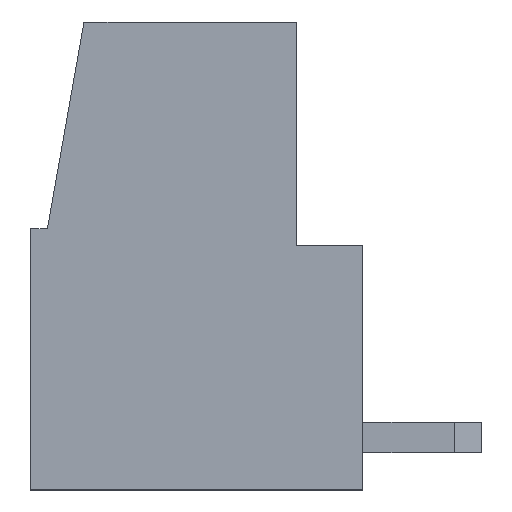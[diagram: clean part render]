
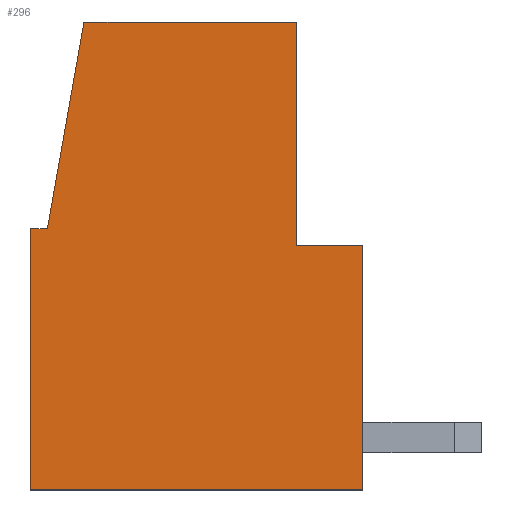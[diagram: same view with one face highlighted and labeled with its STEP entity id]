
A CAD part, left-side view. The second image highlights one B-rep face of the part: STEP entity #296.
In plain terms, the highlighted planar face has unit normal (-1, 0, 0).
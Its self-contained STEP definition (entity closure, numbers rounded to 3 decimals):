
#296 = ADVANCED_FACE( 'F0', ( #726 ), #727, .T. );
#726 = FACE_OUTER_BOUND( '', #1328, .T. );
#727 = PLANE( '', #1329 );
#1328 = EDGE_LOOP( '', ( #1999, #2000, #2001, #2002, #2003, #2004, #2005, #2006 ) );
#1329 = AXIS2_PLACEMENT_3D( '', #2007, #2008, #2009 );
#1999 = ORIENTED_EDGE( '', *, *, #3720, .T. );
#2000 = ORIENTED_EDGE( '', *, *, #3721, .T. );
#2001 = ORIENTED_EDGE( '', *, *, #3722, .F. );
#2002 = ORIENTED_EDGE( '', *, *, #3723, .T. );
#2003 = ORIENTED_EDGE( '', *, *, #3724, .T. );
#2004 = ORIENTED_EDGE( '', *, *, #3725, .T. );
#2005 = ORIENTED_EDGE( '', *, *, #3726, .T. );
#2006 = ORIENTED_EDGE( '', *, *, #3727, .T. );
#2007 = CARTESIAN_POINT( '', ( -2.5, 0., 0. ) );
#2008 = DIRECTION( '', ( -1., 0., 0. ) );
#2009 = DIRECTION( '', ( 0., 1., 0. ) );
#3720 = EDGE_CURVE( '', #4476, #4477, #4478, .T. );
#3721 = EDGE_CURVE( '', #4477, #4479, #4480, .T. );
#3722 = EDGE_CURVE( '', #4481, #4479, #4482, .T. );
#3723 = EDGE_CURVE( '', #4481, #4483, #4484, .T. );
#3724 = EDGE_CURVE( '', #4483, #4485, #4486, .T. );
#3725 = EDGE_CURVE( '', #4485, #4487, #4488, .T. );
#3726 = EDGE_CURVE( '', #4487, #4489, #4490, .T. );
#3727 = EDGE_CURVE( '', #4489, #4476, #4491, .T. );
#4476 = VERTEX_POINT( '', #5560 );
#4477 = VERTEX_POINT( '', #5561 );
#4478 = LINE( '', #5562, #5563 );
#4479 = VERTEX_POINT( '', #5564 );
#4480 = LINE( '', #5565, #5566 );
#4481 = VERTEX_POINT( '', #5567 );
#4482 = LINE( '', #5568, #5569 );
#4483 = VERTEX_POINT( '', #5570 );
#4484 = LINE( '', #5571, #5572 );
#4485 = VERTEX_POINT( '', #5573 );
#4486 = LINE( '', #5574, #5575 );
#4487 = VERTEX_POINT( '', #5576 );
#4488 = LINE( '', #5577, #5578 );
#4489 = VERTEX_POINT( '', #5579 );
#4490 = LINE( '', #5580, #5581 );
#4491 = LINE( '', #5582, #5583 );
#5560 = CARTESIAN_POINT( '', ( -2.5, 0., 0. ) );
#5561 = CARTESIAN_POINT( '', ( -2.5, -9.8, 0. ) );
#5562 = CARTESIAN_POINT( '', ( -2.5, 0., 0. ) );
#5563 = VECTOR( '', #6904, 1000. );
#5564 = CARTESIAN_POINT( '', ( -2.5, -9.8, 7.2 ) );
#5565 = CARTESIAN_POINT( '', ( -2.5, -9.8, -11.5 ) );
#5566 = VECTOR( '', #6905, 1000. );
#5567 = CARTESIAN_POINT( '', ( -2.5, -7.85, 7.2 ) );
#5568 = CARTESIAN_POINT( '', ( -2.5, 0., 7.2 ) );
#5569 = VECTOR( '', #6906, 1000. );
#5570 = CARTESIAN_POINT( '', ( -2.5, -7.85, 13.8 ) );
#5571 = CARTESIAN_POINT( '', ( -2.5, -7.85, -11.5 ) );
#5572 = VECTOR( '', #6907, 1000. );
#5573 = CARTESIAN_POINT( '', ( -2.5, -1.576, 13.8 ) );
#5574 = CARTESIAN_POINT( '', ( -2.5, 0., 13.8 ) );
#5575 = VECTOR( '', #6908, 1000. );
#5576 = CARTESIAN_POINT( '', ( -2.5, -0.5, 7.7 ) );
#5577 = CARTESIAN_POINT( '', ( -2.5, 2.885, -11.5 ) );
#5578 = VECTOR( '', #6909, 1000. );
#5579 = CARTESIAN_POINT( '', ( -2.5, 0., 7.7 ) );
#5580 = CARTESIAN_POINT( '', ( -2.5, 0., 7.7 ) );
#5581 = VECTOR( '', #6910, 1000. );
#5582 = CARTESIAN_POINT( '', ( -2.5, 0., -11.5 ) );
#5583 = VECTOR( '', #6911, 1000. );
#6904 = DIRECTION( '', ( 0., -1., 0. ) );
#6905 = DIRECTION( '', ( 0., 0., 1. ) );
#6906 = DIRECTION( '', ( 0., -1., 0. ) );
#6907 = DIRECTION( '', ( 0., 0., 1. ) );
#6908 = DIRECTION( '', ( 0., 1., 0. ) );
#6909 = DIRECTION( '', ( 0., 0.174, -0.985 ) );
#6910 = DIRECTION( '', ( 0., 1., 0. ) );
#6911 = DIRECTION( '', ( 0., 0., -1. ) );
